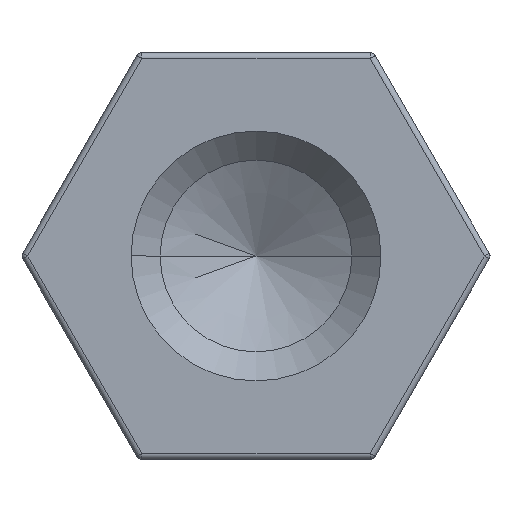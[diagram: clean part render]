
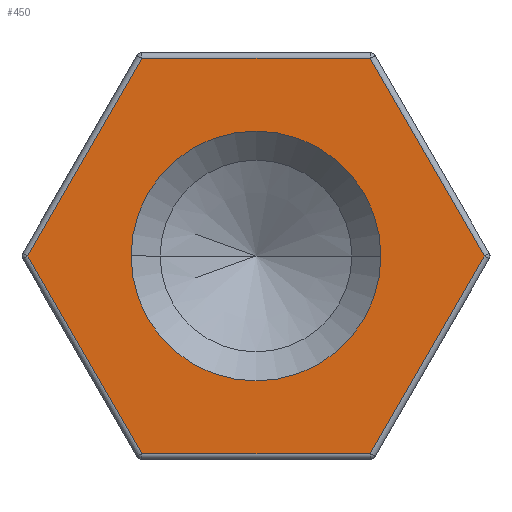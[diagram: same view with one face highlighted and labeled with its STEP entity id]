
A CAD part, left-side view. The second image highlights one B-rep face of the part: STEP entity #450.
In plain terms, the highlighted planar face has unit normal (-1, 0, 0).
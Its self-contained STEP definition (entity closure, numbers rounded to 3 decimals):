
#7 = DIRECTION ( 'NONE',  ( 0., 1., 0. ) ) ;
#53 = DIRECTION ( 'NONE',  ( 0., 1., 0. ) ) ;
#70 = CARTESIAN_POINT ( 'NONE',  ( 0., -1.963, -3.4 ) ) ;
#94 = VECTOR ( 'NONE', #912, 1000. ) ;
#95 = LINE ( 'NONE', #1387, #94 ) ;
#126 = VECTOR ( 'NONE', #7, 1000. ) ;
#128 = LINE ( 'NONE', #728, #126 ) ;
#131 = CARTESIAN_POINT ( 'NONE',  ( 0., -3.926, 0. ) ) ;
#158 = EDGE_CURVE ( 'NONE', #825, #715, #306, .T. ) ;
#163 = VECTOR ( 'NONE', #369, 1000. ) ;
#183 = LINE ( 'NONE', #249, #163 ) ;
#191 = EDGE_CURVE ( 'NONE', #700, #777, #300, .T. ) ;
#193 = FACE_BOUND ( 'NONE', #862, .T. ) ;
#228 = CARTESIAN_POINT ( 'NONE',  ( 0., 2.944, -1.7 ) ) ;
#234 = FACE_OUTER_BOUND ( 'NONE', #840, .T. ) ;
#249 = CARTESIAN_POINT ( 'NONE',  ( 0., 0., -3.4 ) ) ;
#254 = ORIENTED_EDGE ( 'NONE', *, *, #158, .T. ) ;
#279 = CARTESIAN_POINT ( 'NONE',  ( 0., 3.926, 0. ) ) ;
#293 = VECTOR ( 'NONE', #440, 1000. ) ;
#297 = VECTOR ( 'NONE', #1219, 1000. ) ;
#300 = LINE ( 'NONE', #498, #293 ) ;
#306 = LINE ( 'NONE', #228, #297 ) ;
#369 = DIRECTION ( 'NONE',  ( 0., -1., 0. ) ) ;
#410 = CARTESIAN_POINT ( 'NONE',  ( 0., 1.963, -3.4 ) ) ;
#440 = DIRECTION ( 'NONE',  ( 0., 0.5, 0.866 ) ) ;
#450 = ADVANCED_FACE ( 'NONE', ( #234, #193 ), #1394, .F. ) ;
#480 = VERTEX_POINT ( 'NONE', #789 ) ;
#498 = CARTESIAN_POINT ( 'NONE',  ( 0., -2.944, 1.7 ) ) ;
#535 = VERTEX_POINT ( 'NONE', #1403 ) ;
#556 = VERTEX_POINT ( 'NONE', #70 ) ;
#624 = VERTEX_POINT ( 'NONE', #1039 ) ;
#625 = ORIENTED_EDGE ( 'NONE', *, *, #1112, .T. ) ;
#628 = ORIENTED_EDGE ( 'NONE', *, *, #1238, .T. ) ;
#631 = ORIENTED_EDGE ( 'NONE', *, *, #1042, .T. ) ;
#633 = ORIENTED_EDGE ( 'NONE', *, *, #654, .T. ) ;
#639 = ORIENTED_EDGE ( 'NONE', *, *, #1167, .T. ) ;
#640 = ORIENTED_EDGE ( 'NONE', *, *, #798, .T. ) ;
#644 = LINE ( 'NONE', #1342, #1376 ) ;
#649 = ORIENTED_EDGE ( 'NONE', *, *, #191, .T. ) ;
#654 = EDGE_CURVE ( 'NONE', #715, #556, #183, .T. ) ;
#700 = VERTEX_POINT ( 'NONE', #131 ) ;
#710 = CIRCLE ( 'NONE', #837, 2.15 ) ;
#715 = VERTEX_POINT ( 'NONE', #410 ) ;
#728 = CARTESIAN_POINT ( 'NONE',  ( 0., 0., 3.4 ) ) ;
#777 = VERTEX_POINT ( 'NONE', #982 ) ;
#789 = CARTESIAN_POINT ( 'NONE',  ( 0., 1.963, 3.4 ) ) ;
#798 = EDGE_CURVE ( 'NONE', #777, #480, #128, .T. ) ;
#809 = CARTESIAN_POINT ( 'NONE',  ( 0., 0., 0. ) ) ;
#825 = VERTEX_POINT ( 'NONE', #279 ) ;
#837 = AXIS2_PLACEMENT_3D ( 'NONE', #858, #1433, #975 ) ;
#838 = DIRECTION ( 'NONE',  ( 0., 0.5, -0.866 ) ) ;
#840 = EDGE_LOOP ( 'NONE', ( #649, #640, #639, #254, #633, #631 ) ) ;
#858 = CARTESIAN_POINT ( 'NONE',  ( 0., 0., 0. ) ) ;
#862 = EDGE_LOOP ( 'NONE', ( #628, #625 ) ) ;
#912 = DIRECTION ( 'NONE',  ( 0., -0.5, 0.866 ) ) ;
#926 = CIRCLE ( 'NONE', #1386, 2.15 ) ;
#929 = DIRECTION ( 'NONE',  ( 1., 0., 0. ) ) ;
#950 = DIRECTION ( 'NONE',  ( 0., 1., 0. ) ) ;
#975 = DIRECTION ( 'NONE',  ( 0., 1., 0. ) ) ;
#982 = CARTESIAN_POINT ( 'NONE',  ( 0., -1.963, 3.4 ) ) ;
#1039 = CARTESIAN_POINT ( 'NONE',  ( 0., -2.15, 0. ) ) ;
#1042 = EDGE_CURVE ( 'NONE', #556, #700, #95, .T. ) ;
#1112 = EDGE_CURVE ( 'NONE', #624, #535, #926, .T. ) ;
#1167 = EDGE_CURVE ( 'NONE', #480, #825, #644, .T. ) ;
#1211 = AXIS2_PLACEMENT_3D ( 'NONE', #1307, #929, #53 ) ;
#1219 = DIRECTION ( 'NONE',  ( 0., -0.5, -0.866 ) ) ;
#1238 = EDGE_CURVE ( 'NONE', #535, #624, #710, .T. ) ;
#1307 = CARTESIAN_POINT ( 'NONE',  ( 0., 0., 0. ) ) ;
#1342 = CARTESIAN_POINT ( 'NONE',  ( 0., 2.944, 1.7 ) ) ;
#1376 = VECTOR ( 'NONE', #838, 1000. ) ;
#1386 = AXIS2_PLACEMENT_3D ( 'NONE', #809, #1408, #950 ) ;
#1387 = CARTESIAN_POINT ( 'NONE',  ( 0., -2.944, -1.7 ) ) ;
#1394 = PLANE ( 'NONE',  #1211 ) ;
#1403 = CARTESIAN_POINT ( 'NONE',  ( 0., 2.15, 0. ) ) ;
#1408 = DIRECTION ( 'NONE',  ( 1., 0., 0. ) ) ;
#1433 = DIRECTION ( 'NONE',  ( 1., 0., 0. ) ) ;
